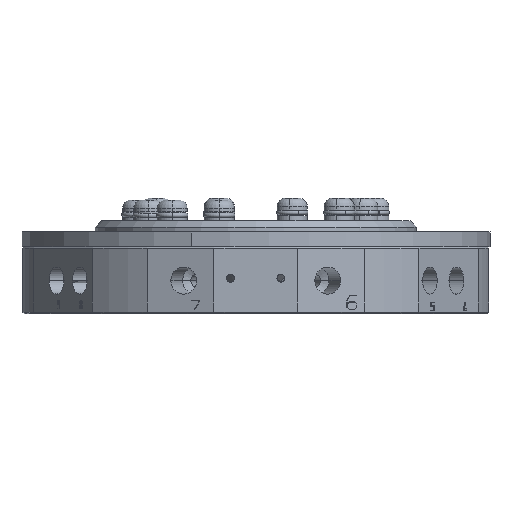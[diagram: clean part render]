
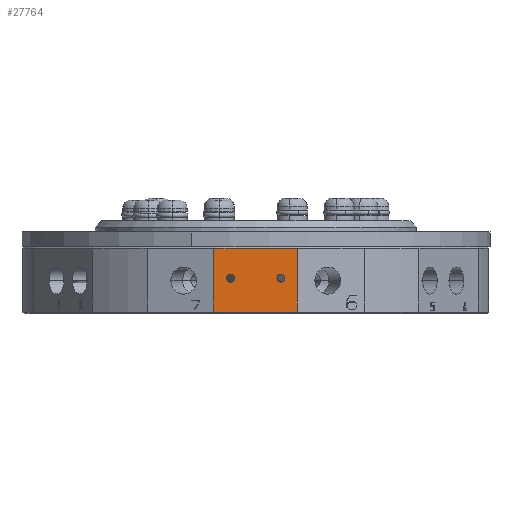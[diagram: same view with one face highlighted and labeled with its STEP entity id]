
A CAD part, left-side view. The second image highlights one B-rep face of the part: STEP entity #27764.
In plain terms, the highlighted planar face has unit normal (-1, 0, 0).
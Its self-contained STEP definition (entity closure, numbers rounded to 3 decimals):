
#146 = VERTEX_POINT ( 'NONE', #27984 ) ;
#147 = VERTEX_POINT ( 'NONE', #27985 ) ;
#149 = VERTEX_POINT ( 'NONE', #27987 ) ;
#153 = VERTEX_POINT ( 'NONE', #27991 ) ;
#224 = VERTEX_POINT ( 'NONE', #28062 ) ;
#225 = VERTEX_POINT ( 'NONE', #28063 ) ;
#421 = VERTEX_POINT ( 'NONE', #28259 ) ;
#425 = VERTEX_POINT ( 'NONE', #28263 ) ;
#855 = ORIENTED_EDGE ( 'NONE', *, *, #5572, .F. ) ;
#856 = ORIENTED_EDGE ( 'NONE', *, *, #5179, .F. ) ;
#857 = ORIENTED_EDGE ( 'NONE', *, *, #5573, .F. ) ;
#858 = ORIENTED_EDGE ( 'NONE', *, *, #5186, .F. ) ;
#859 = ORIENTED_EDGE ( 'NONE', *, *, #3393, .T. ) ;
#860 = ORIENTED_EDGE ( 'NONE', *, *, #5574, .T. ) ;
#861 = ORIENTED_EDGE ( 'NONE', *, *, #5450, .T. ) ;
#862 = ORIENTED_EDGE ( 'NONE', *, *, #5575, .T. ) ;
#3393 = EDGE_CURVE ( 'NONE', #224, #225, #11179, .T. ) ;
#4584 = EDGE_LOOP ( 'NONE', ( #857, #858 ) ) ;
#4586 = EDGE_LOOP ( 'NONE', ( #855, #856 ) ) ;
#4591 = EDGE_LOOP ( 'NONE', ( #859, #860, #861, #862 ) ) ;
#5179 = EDGE_CURVE ( 'NONE', #146, #147, #12086, .T. ) ;
#5186 = EDGE_CURVE ( 'NONE', #149, #153, #12097, .T. ) ;
#5450 = EDGE_CURVE ( 'NONE', #421, #425, #15603, .T. ) ;
#5572 = EDGE_CURVE ( 'NONE', #147, #146, #15729, .T. ) ;
#5573 = EDGE_CURVE ( 'NONE', #153, #149, #15730, .T. ) ;
#5574 = EDGE_CURVE ( 'NONE', #225, #421, #15731, .T. ) ;
#5575 = EDGE_CURVE ( 'NONE', #425, #224, #15732, .T. ) ;
#10884 = CARTESIAN_POINT ( 'NONE',  ( -73.5, -13.259, 212.496 ) ) ;
#10886 = DIRECTION ( 'NONE',  ( 0., 0., 1. ) ) ;
#11179 = LINE ( 'NONE', #10884, #11182 ) ;
#11182 = VECTOR ( 'NONE', #10886, 1000. ) ;
#12086 = CIRCLE ( 'NONE', #13295, 1.25 ) ;
#12097 = CIRCLE ( 'NONE', #13296, 1.25 ) ;
#13295 = AXIS2_PLACEMENT_3D ( 'NONE', #14612, #14613, #14614 ) ;
#13296 = AXIS2_PLACEMENT_3D ( 'NONE', #14662, #14663, #14664 ) ;
#13425 = AXIS2_PLACEMENT_3D ( 'NONE', #16752, #16753, #16754 ) ;
#13426 = AXIS2_PLACEMENT_3D ( 'NONE', #16756, #16757, #16758 ) ;
#14612 = CARTESIAN_POINT ( 'NONE',  ( -73.5, 8., 11.3 ) ) ;
#14613 = DIRECTION ( 'NONE',  ( -1., 0., 0. ) ) ;
#14614 = DIRECTION ( 'NONE',  ( 0., 0., 1. ) ) ;
#14662 = CARTESIAN_POINT ( 'NONE',  ( -73.5, -8., 11.3 ) ) ;
#14663 = DIRECTION ( 'NONE',  ( -1., 0., 0. ) ) ;
#14664 = DIRECTION ( 'NONE',  ( 0., 0., 1. ) ) ;
#15329 = CARTESIAN_POINT ( 'NONE',  ( -73.5, 13.259, 212.496 ) ) ;
#15333 = DIRECTION ( 'NONE',  ( 0., 0., -1. ) ) ;
#15603 = LINE ( 'NONE', #15329, #15608 ) ;
#15608 = VECTOR ( 'NONE', #15333, 1000. ) ;
#15729 = CIRCLE ( 'NONE', #13425, 1.25 ) ;
#15730 = CIRCLE ( 'NONE', #13426, 1.25 ) ;
#15731 = LINE ( 'NONE', #16750, #15733 ) ;
#15732 = LINE ( 'NONE', #16759, #15735 ) ;
#15733 = VECTOR ( 'NONE', #16751, 1000. ) ;
#15735 = VECTOR ( 'NONE', #16760, 1000. ) ;
#16750 = CARTESIAN_POINT ( 'NONE',  ( -73.5, 35.008, 20.8 ) ) ;
#16751 = DIRECTION ( 'NONE',  ( 0., 1., 0. ) ) ;
#16752 = CARTESIAN_POINT ( 'NONE',  ( -73.5, 8., 11.3 ) ) ;
#16753 = DIRECTION ( 'NONE',  ( -1., 0., 0. ) ) ;
#16754 = DIRECTION ( 'NONE',  ( 0., 0., 1. ) ) ;
#16756 = CARTESIAN_POINT ( 'NONE',  ( -73.5, -8., 11.3 ) ) ;
#16757 = DIRECTION ( 'NONE',  ( -1., 0., 0. ) ) ;
#16758 = DIRECTION ( 'NONE',  ( 0., 0., 1. ) ) ;
#16759 = CARTESIAN_POINT ( 'NONE',  ( -73.5, -13.259, 0.5 ) ) ;
#16760 = DIRECTION ( 'NONE',  ( 0., -1., 0. ) ) ;
#22194 = AXIS2_PLACEMENT_3D ( 'NONE', #23996, #23994, #23999 ) ;
#22868 = FACE_OUTER_BOUND ( 'NONE', #4591, .T. ) ;
#22884 = FACE_BOUND ( 'NONE', #4586, .T. ) ;
#22888 = FACE_BOUND ( 'NONE', #4584, .T. ) ;
#23994 = DIRECTION ( 'NONE',  ( 1., 0., 0. ) ) ;
#23996 = CARTESIAN_POINT ( 'NONE',  ( -73.5, 35.008, 212.496 ) ) ;
#23998 = PLANE ( 'NONE',  #22194 ) ;
#23999 = DIRECTION ( 'NONE',  ( 0., 1., 0. ) ) ;
#27764 = ADVANCED_FACE ( 'NONE', ( #22884, #22888, #22868 ), #23998, .F. ) ;
#27984 = CARTESIAN_POINT ( 'NONE',  ( -73.5, 8., 10.05 ) ) ;
#27985 = CARTESIAN_POINT ( 'NONE',  ( -73.5, 8., 12.55 ) ) ;
#27987 = CARTESIAN_POINT ( 'NONE',  ( -73.5, -8., 10.05 ) ) ;
#27991 = CARTESIAN_POINT ( 'NONE',  ( -73.5, -8., 12.55 ) ) ;
#28062 = CARTESIAN_POINT ( 'NONE',  ( -73.5, -13.259, 0.5 ) ) ;
#28063 = CARTESIAN_POINT ( 'NONE',  ( -73.5, -13.259, 20.8 ) ) ;
#28259 = CARTESIAN_POINT ( 'NONE',  ( -73.5, 13.259, 20.8 ) ) ;
#28263 = CARTESIAN_POINT ( 'NONE',  ( -73.5, 13.259, 0.5 ) ) ;
